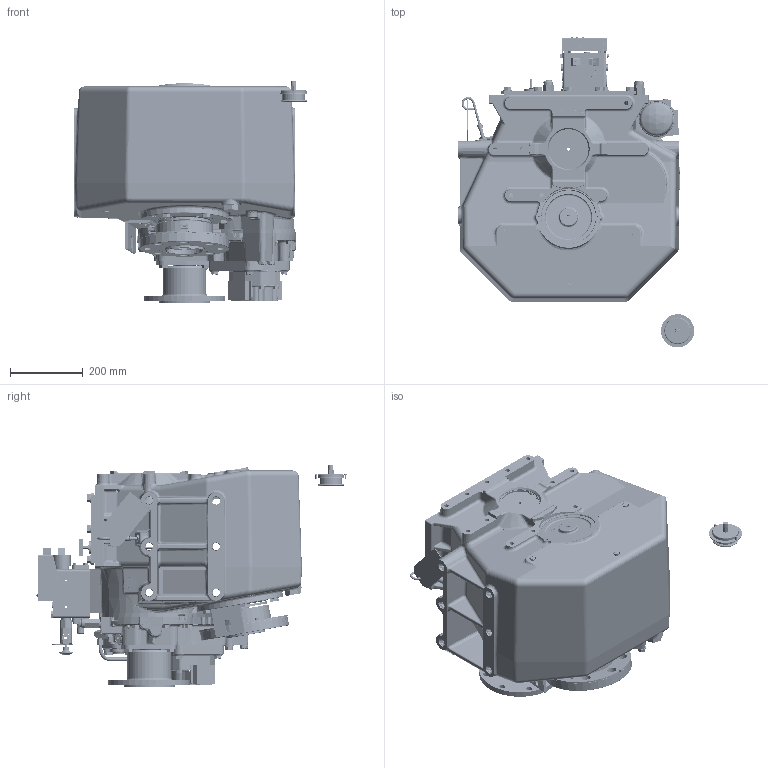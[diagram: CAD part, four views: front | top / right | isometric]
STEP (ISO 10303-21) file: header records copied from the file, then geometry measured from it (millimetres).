
FILE_DESCRIPTION (( 'STEP AP214' ), '1' );
FILE_NAME ('1027741.STEP', '2014-09-23T19:13:51', ( '' ), ( '' ), 'SwSTEP 2.0', 'SolidWorks 2010', '' );
FILE_SCHEMA (( 'AUTOMOTIVE_DESIGN' ));
Length unit declared in the file: millimetre
Products named in the file (1): 1027741
Bounding box: 650.72 x 855.94 x 611.05 mm (x, y, z)
Surface area: 3345524.9 mm2 (no closed solid volume)
Topology: 0 solids, 659 shells, 5065 faces, 19061 edges, 14237 vertices
Faces by surface type: plane 1906, cylinder 1385, bspline 628, cone 535, torus 428, sphere 183
Entity records: 319393 total; most frequent: CARTESIAN_POINT 111753, DIRECTION 30637, ORIENTED_EDGE 28124, EDGE_CURVE 18929, VERTEX_POINT 14197, AXIS2_PLACEMENT_3D 11356, VECTOR 7925, LINE 7925
